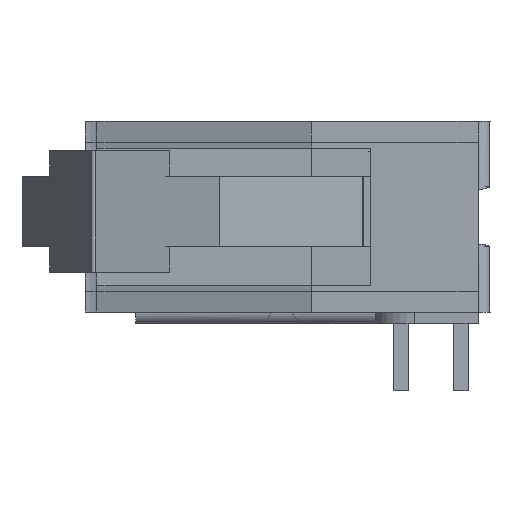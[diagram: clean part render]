
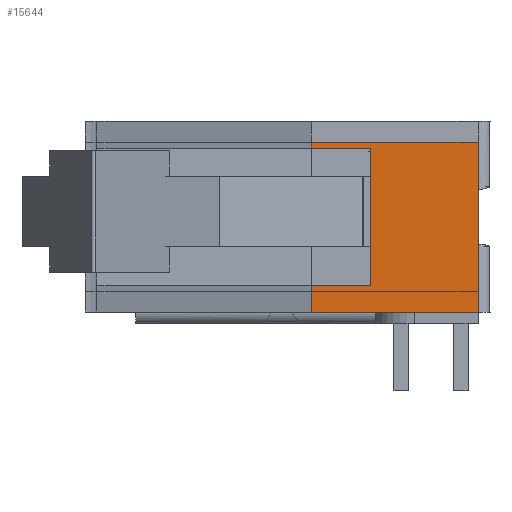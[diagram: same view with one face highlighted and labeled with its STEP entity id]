
A CAD part, left-side view. The second image highlights one B-rep face of the part: STEP entity #15644.
In plain terms, the highlighted planar face has unit normal (-1, 0, 0).
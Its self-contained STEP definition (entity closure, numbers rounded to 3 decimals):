
#350=LINE($,#23051,#2391);
#379=LINE($,#23112,#2420);
#389=LINE($,#23140,#2430);
#394=LINE($,#23151,#2435);
#399=LINE($,#23159,#2440);
#406=LINE($,#23172,#2447);
#416=LINE($,#23190,#2457);
#433=LINE($,#23224,#2474);
#2391=VECTOR($,#18563,7.112);
#2420=VECTOR($,#18614,7.112);
#2430=VECTOR($,#18636,2.54);
#2435=VECTOR($,#18645,2.54);
#2440=VECTOR($,#18652,5.842);
#2447=VECTOR($,#18667,0.254);
#2457=VECTOR($,#18677,1.143);
#2474=VECTOR($,#18712,7.239);
#4388=PLANE($,#16936);
#5519=FACE_OUTER_BOUND($,#6548,.T.);
#6548=EDGE_LOOP($,(#11993,#11994,#11995,#11996,#11997,#11998,#11999,#12000));
#7657=VERTEX_POINT($,#23048);
#7658=VERTEX_POINT($,#23050);
#7678=VERTEX_POINT($,#23109);
#7679=VERTEX_POINT($,#23111);
#7690=VERTEX_POINT($,#23137);
#7691=VERTEX_POINT($,#23139);
#7694=VERTEX_POINT($,#23149);
#7695=VERTEX_POINT($,#23150);
#9244=EDGE_CURVE($,#7658,#7657,#350,.T.);
#9274=EDGE_CURVE($,#7679,#7678,#379,.T.);
#9286=EDGE_CURVE($,#7691,#7690,#389,.T.);
#9291=EDGE_CURVE($,#7694,#7695,#394,.T.);
#9296=EDGE_CURVE($,#7690,#7694,#399,.T.);
#9303=EDGE_CURVE($,#7657,#7691,#406,.T.);
#9313=EDGE_CURVE($,#7695,#7679,#416,.T.);
#9330=EDGE_CURVE($,#7658,#7678,#433,.T.);
#11993=ORIENTED_EDGE($,*,*,#9291,.T.);
#11994=ORIENTED_EDGE($,*,*,#9313,.T.);
#11995=ORIENTED_EDGE($,*,*,#9274,.T.);
#11996=ORIENTED_EDGE($,*,*,#9330,.F.);
#11997=ORIENTED_EDGE($,*,*,#9244,.T.);
#11998=ORIENTED_EDGE($,*,*,#9303,.T.);
#11999=ORIENTED_EDGE($,*,*,#9286,.T.);
#12000=ORIENTED_EDGE($,*,*,#9296,.T.);
#15644=ADVANCED_FACE($,(#5519),#4388,.T.);
#16936=AXIS2_PLACEMENT_3D($,#23227,#18716,#18717);
#18563=DIRECTION($,(0.,1.,0.));
#18614=DIRECTION($,(0.,-1.,0.));
#18636=DIRECTION($,(0.,-1.,0.));
#18645=DIRECTION($,(0.,1.,0.));
#18652=DIRECTION($,(0.,0.,-1.));
#18667=DIRECTION($,(0.,0.,-1.));
#18677=DIRECTION($,(0.,0.,-1.));
#18712=DIRECTION($,(0.,0.,-1.));
#18716=DIRECTION('center_axis',(-1.,0.,0.));
#18717=DIRECTION('ref_axis',(0.,0.,1.));
#23048=CARTESIAN_POINT('',(-41.402,5.105,7.747));
#23050=CARTESIAN_POINT('',(-41.402,-2.007,7.747));
#23051=CARTESIAN_POINT($,(-41.402,1.549,7.747));
#23109=CARTESIAN_POINT('',(-41.402,-2.007,0.508));
#23111=CARTESIAN_POINT('',(-41.402,5.105,0.508));
#23112=CARTESIAN_POINT($,(-41.402,1.549,0.508));
#23137=CARTESIAN_POINT('',(-41.402,2.565,7.493));
#23139=CARTESIAN_POINT('',(-41.402,5.105,7.493));
#23140=CARTESIAN_POINT($,(-41.402,2.692,7.493));
#23149=CARTESIAN_POINT('',(-41.402,2.565,1.651));
#23150=CARTESIAN_POINT('',(-41.402,5.105,1.651));
#23151=CARTESIAN_POINT($,(-41.402,2.692,1.651));
#23159=CARTESIAN_POINT($,(-41.402,2.565,4.464));
#23172=CARTESIAN_POINT($,(-41.402,5.105,4.128));
#23190=CARTESIAN_POINT($,(-41.402,5.105,4.128));
#23224=CARTESIAN_POINT($,(-41.402,-2.007,4.128));
#23227=CARTESIAN_POINT('Origin',(-41.402,1.549,4.128));
